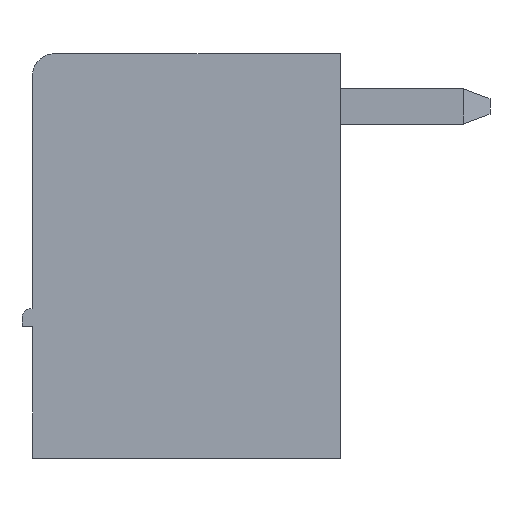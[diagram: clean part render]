
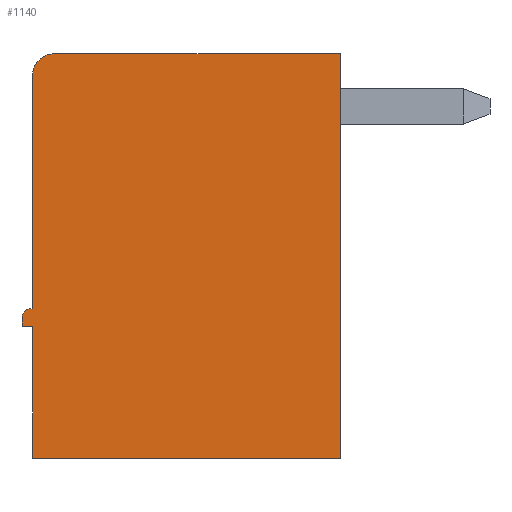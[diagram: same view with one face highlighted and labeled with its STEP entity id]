
A CAD part, left-side view. The second image highlights one B-rep face of the part: STEP entity #1140.
In plain terms, the highlighted planar face has unit normal (-1, 0, 0).
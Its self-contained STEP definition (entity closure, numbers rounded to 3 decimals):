
#175=CIRCLE('',#10866,0.2);
#176=CIRCLE('',#10867,0.5);
#617=FACE_OUTER_BOUND('',#2232,.T.);
#1140=ADVANCED_FACE('',(#617),#1650,.T.);
#1650=PLANE('',#10868);
#2232=EDGE_LOOP('',(#4744,#4745,#4746,#4747,#4748,#4749,#4750,#4751,#4752,
#4753));
#4744=ORIENTED_EDGE('',*,*,#7435,.F.);
#4745=ORIENTED_EDGE('',*,*,#7436,.F.);
#4746=ORIENTED_EDGE('',*,*,#7437,.F.);
#4747=ORIENTED_EDGE('',*,*,#7438,.F.);
#4748=ORIENTED_EDGE('',*,*,#7439,.F.);
#4749=ORIENTED_EDGE('',*,*,#7440,.F.);
#4750=ORIENTED_EDGE('',*,*,#7441,.F.);
#4751=ORIENTED_EDGE('',*,*,#6417,.F.);
#4752=ORIENTED_EDGE('',*,*,#7442,.F.);
#4753=ORIENTED_EDGE('',*,*,#7443,.F.);
#5463=VERTEX_POINT('',#13990);
#5465=VERTEX_POINT('',#13994);
#6067=VERTEX_POINT('',#16083);
#6068=VERTEX_POINT('',#16084);
#6069=VERTEX_POINT('',#16086);
#6070=VERTEX_POINT('',#16088);
#6071=VERTEX_POINT('',#16090);
#6072=VERTEX_POINT('',#16092);
#6073=VERTEX_POINT('',#16094);
#6074=VERTEX_POINT('',#16097);
#6417=EDGE_CURVE('',#5465,#5463,#7865,.T.);
#7435=EDGE_CURVE('',#6067,#6068,#8837,.T.);
#7436=EDGE_CURVE('',#6069,#6067,#8838,.T.);
#7437=EDGE_CURVE('',#6070,#6069,#175,.T.);
#7438=EDGE_CURVE('',#6071,#6070,#8839,.T.);
#7439=EDGE_CURVE('',#6072,#6071,#8840,.T.);
#7440=EDGE_CURVE('',#6073,#6072,#8841,.T.);
#7441=EDGE_CURVE('',#5463,#6073,#8842,.T.);
#7442=EDGE_CURVE('',#6074,#5465,#8843,.T.);
#7443=EDGE_CURVE('',#6068,#6074,#176,.T.);
#7865=LINE('',#13995,#9249);
#8837=LINE('',#16082,#10221);
#8838=LINE('',#16085,#10222);
#8839=LINE('',#16089,#10223);
#8840=LINE('',#16091,#10224);
#8841=LINE('',#16093,#10225);
#8842=LINE('',#16095,#10226);
#8843=LINE('',#16096,#10227);
#9249=VECTOR('',#11213,1.);
#10221=VECTOR('',#13133,1.);
#10222=VECTOR('',#13134,1.);
#10223=VECTOR('',#13137,1.);
#10224=VECTOR('',#13138,1.);
#10225=VECTOR('',#13139,1.);
#10226=VECTOR('',#13140,1.);
#10227=VECTOR('',#13141,1.);
#10866=AXIS2_PLACEMENT_3D('',#16087,#13135,#13136);
#10867=AXIS2_PLACEMENT_3D('',#16098,#13142,#13143);
#10868=AXIS2_PLACEMENT_3D('',#16099,#13144,#13145);
#11213=DIRECTION('',(0.,0.,-1.));
#13133=DIRECTION('',(0.,0.,1.));
#13134=DIRECTION('',(0.,-1.,0.));
#13135=DIRECTION('',(1.,0.,0.));
#13136=DIRECTION('',(0.,1.,0.));
#13137=DIRECTION('',(0.,0.,1.));
#13138=DIRECTION('',(0.,1.,0.));
#13139=DIRECTION('',(0.,0.,1.));
#13140=DIRECTION('',(0.,1.,0.));
#13141=DIRECTION('',(0.,-1.,0.));
#13142=DIRECTION('',(1.,0.,0.));
#13143=DIRECTION('',(0.,1.,0.));
#13144=DIRECTION('',(-1.,0.,0.));
#13145=DIRECTION('',(0.,0.,1.));
#13990=CARTESIAN_POINT('',(6.17,0.05,116.8));
#13994=CARTESIAN_POINT('',(6.17,0.05,126.));
#13995=CARTESIAN_POINT('',(6.17,0.05,126.));
#16082=CARTESIAN_POINT('',(6.17,7.05,120.2));
#16083=CARTESIAN_POINT('',(6.17,7.05,120.2));
#16084=CARTESIAN_POINT('',(6.17,7.05,125.5));
#16085=CARTESIAN_POINT('',(6.17,7.09,120.2));
#16086=CARTESIAN_POINT('',(6.17,7.09,120.2));
#16087=CARTESIAN_POINT('',(6.17,7.09,120.));
#16088=CARTESIAN_POINT('',(6.17,7.29,120.));
#16089=CARTESIAN_POINT('',(6.17,7.29,119.8));
#16090=CARTESIAN_POINT('',(6.17,7.29,119.8));
#16091=CARTESIAN_POINT('',(6.17,7.05,119.8));
#16092=CARTESIAN_POINT('',(6.17,7.05,119.8));
#16093=CARTESIAN_POINT('',(6.17,7.05,116.8));
#16094=CARTESIAN_POINT('',(6.17,7.05,116.8));
#16095=CARTESIAN_POINT('',(6.17,0.05,116.8));
#16096=CARTESIAN_POINT('',(6.17,6.55,126.));
#16097=CARTESIAN_POINT('',(6.17,6.55,126.));
#16098=CARTESIAN_POINT('',(6.17,6.55,125.5));
#16099=CARTESIAN_POINT('',(6.17,3.55,116.8));
